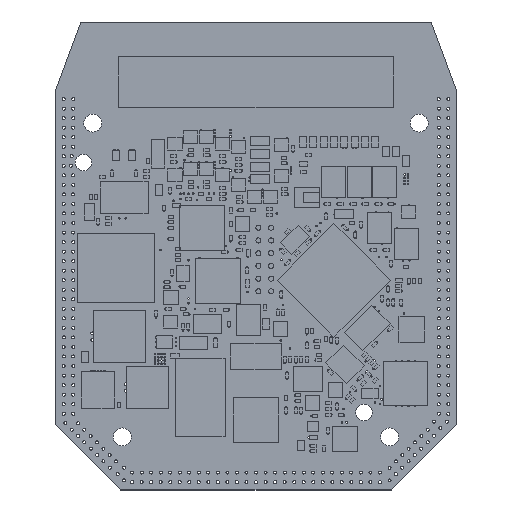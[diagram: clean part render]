
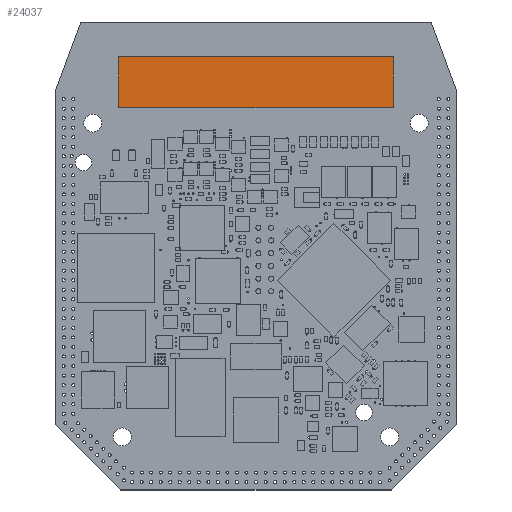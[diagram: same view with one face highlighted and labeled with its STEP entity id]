
A CAD part, top view. The second image highlights one B-rep face of the part: STEP entity #24037.
In plain terms, the highlighted planar face has unit normal (0, 0, 1).
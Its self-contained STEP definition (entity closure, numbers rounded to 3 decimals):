
#2860=PLANE('',#27209);
#3911=FACE_OUTER_BOUND('',#6540,.T.);
#6540=EDGE_LOOP('',(#21019,#21020,#21021,#21022));
#7735=LINE('',#40145,#9052);
#7738=LINE('',#40151,#9055);
#7741=LINE('',#40157,#9058);
#7744=LINE('',#40161,#9061);
#9052=VECTOR('',#33744,10.);
#9055=VECTOR('',#33749,10.);
#9058=VECTOR('',#33754,10.);
#9061=VECTOR('',#33759,10.);
#12640=VERTEX_POINT('',#40142);
#12641=VERTEX_POINT('',#40144);
#12643=VERTEX_POINT('',#40150);
#12645=VERTEX_POINT('',#40156);
#15455=EDGE_CURVE('',#12641,#12640,#7735,.T.);
#15458=EDGE_CURVE('',#12643,#12641,#7738,.T.);
#15461=EDGE_CURVE('',#12645,#12643,#7741,.T.);
#15464=EDGE_CURVE('',#12640,#12645,#7744,.T.);
#21019=ORIENTED_EDGE('',*,*,#15464,.T.);
#21020=ORIENTED_EDGE('',*,*,#15461,.T.);
#21021=ORIENTED_EDGE('',*,*,#15458,.T.);
#21022=ORIENTED_EDGE('',*,*,#15455,.T.);
#24037=ADVANCED_FACE('',(#3911),#2860,.T.);
#27209=AXIS2_PLACEMENT_3D('',#40162,#33760,#33761);
#33744=DIRECTION('',(-1.,0.,0.));
#33749=DIRECTION('',(0.,1.,0.));
#33754=DIRECTION('',(1.,0.,0.));
#33759=DIRECTION('',(0.,-1.,0.));
#33760=DIRECTION('center_axis',(0.,0.,1.));
#33761=DIRECTION('ref_axis',(1.,0.,0.));
#40142=CARTESIAN_POINT('',(-27.4,0.575,0.1));
#40144=CARTESIAN_POINT('',(27.4,0.575,0.1));
#40145=CARTESIAN_POINT('',(27.4,0.575,0.1));
#40150=CARTESIAN_POINT('',(27.4,-9.6,0.1));
#40151=CARTESIAN_POINT('',(27.4,-9.6,0.1));
#40156=CARTESIAN_POINT('',(-27.4,-9.6,0.1));
#40157=CARTESIAN_POINT('',(-27.4,-9.6,0.1));
#40161=CARTESIAN_POINT('',(-27.4,0.575,0.1));
#40162=CARTESIAN_POINT('Origin',(0.,-4.513,0.1));
